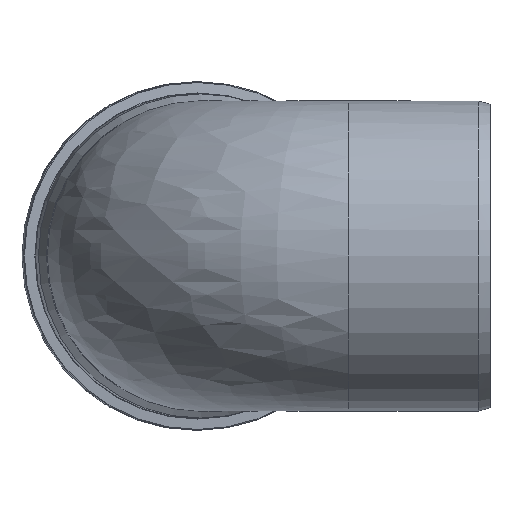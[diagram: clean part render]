
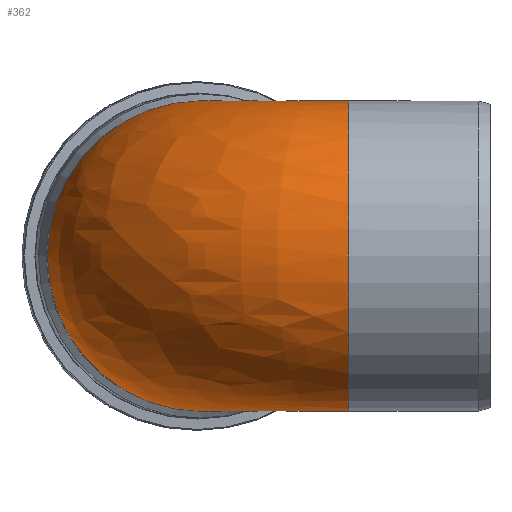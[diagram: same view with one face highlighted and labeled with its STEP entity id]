
A CAD part, left-side view. The second image highlights one B-rep face of the part: STEP entity #362.
In plain terms, the highlighted free-form (B-spline) face has degree [2, 2] with [9, 3] control points.
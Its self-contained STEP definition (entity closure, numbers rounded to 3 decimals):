
#77=CIRCLE('',#399,157.8);
#78=CIRCLE('',#400,157.8);
#110=(
BOUNDED_SURFACE()
B_SPLINE_SURFACE(2,2,((#666,#667,#668),(#669,#670,#671),(#672,#673,#674),
(#675,#676,#677),(#678,#679,#680),(#681,#682,#683),(#684,#685,#686),(#687,
#688,#689),(#690,#691,#692)),.UNSPECIFIED.,.F.,.F.,.F.)
B_SPLINE_SURFACE_WITH_KNOTS((3,2,2,2,3),(3,3),(-2.759,-1.38,
0.,1.38,2.759),(0.,1.527),
 .UNSPECIFIED.)
GEOMETRIC_REPRESENTATION_ITEM()
RATIONAL_B_SPLINE_SURFACE(((1.,0.722,1.),(0.771,
0.557,0.771),(1.,0.722,1.),(0.771,
0.557,0.771),(1.,0.722,1.),(0.771,
0.557,0.771),(1.,0.722,1.),(0.771,
0.557,0.771),(1.,0.722,1.)))
REPRESENTATION_ITEM('')
SURFACE()
);
#113=FACE_OUTER_BOUND('',#147,.T.);
#147=EDGE_LOOP('',(#290,#291,#292,#293));
#213=B_SPLINE_CURVE_WITH_KNOTS('',3,(#630,#631,#632,#633,#634,#635,#636,
#637,#638,#639,#640,#641,#642,#643,#644,#645),.UNSPECIFIED.,.F.,.F.,(4,
3,3,3,3,4),(-0.001,0.118,0.232,0.24,
0.325,0.421),.UNSPECIFIED.);
#214=B_SPLINE_CURVE_WITH_KNOTS('',3,(#649,#650,#651,#652,#653,#654,#655,
#656,#657,#658,#659,#660,#661,#662,#663,#664),.UNSPECIFIED.,.F.,.F.,(4,
3,3,3,3,4),(-0.001,0.094,0.18,
0.188,0.302,0.42),.UNSPECIFIED.);
#215=VERTEX_POINT('',#628);
#216=VERTEX_POINT('',#629);
#217=VERTEX_POINT('',#646);
#218=VERTEX_POINT('',#648);
#249=EDGE_CURVE('',#215,#216,#213,.T.);
#251=EDGE_CURVE('',#218,#217,#214,.T.);
#253=EDGE_CURVE('',#217,#215,#77,.T.);
#254=EDGE_CURVE('',#218,#216,#78,.T.);
#290=ORIENTED_EDGE('',*,*,#251,.T.);
#291=ORIENTED_EDGE('',*,*,#253,.T.);
#292=ORIENTED_EDGE('',*,*,#249,.T.);
#293=ORIENTED_EDGE('',*,*,#254,.F.);
#362=ADVANCED_FACE('',(#113),#110,.F.);
#399=AXIS2_PLACEMENT_3D('',#693,#469,#470);
#400=AXIS2_PLACEMENT_3D('',#694,#471,#472);
#469=DIRECTION('center_axis',(0.,1.,0.));
#470=DIRECTION('ref_axis',(1.,0.,0.));
#471=DIRECTION('center_axis',(0.999,0.044,0.));
#472=DIRECTION('ref_axis',(0.044,-0.999,0.));
#628=CARTESIAN_POINT('',(146.318,143.533,59.091));
#629=CARTESIAN_POINT('',(148.979,146.312,59.091));
#630=CARTESIAN_POINT('Ctrl Pts',(146.318,143.533,59.091));
#631=CARTESIAN_POINT('Ctrl Pts',(146.344,143.922,59.029));
#632=CARTESIAN_POINT('Ctrl Pts',(146.447,144.303,58.982));
#633=CARTESIAN_POINT('Ctrl Pts',(146.62,144.655,58.953));
#634=CARTESIAN_POINT('Ctrl Pts',(146.787,144.996,58.924));
#635=CARTESIAN_POINT('Ctrl Pts',(147.015,145.302,58.912));
#636=CARTESIAN_POINT('Ctrl Pts',(147.296,145.557,58.918));
#637=CARTESIAN_POINT('Ctrl Pts',(147.316,145.576,58.918));
#638=CARTESIAN_POINT('Ctrl Pts',(147.337,145.594,58.919));
#639=CARTESIAN_POINT('Ctrl Pts',(147.358,145.612,58.92));
#640=CARTESIAN_POINT('Ctrl Pts',(147.573,145.797,58.926));
#641=CARTESIAN_POINT('Ctrl Pts',(147.814,145.949,58.944));
#642=CARTESIAN_POINT('Ctrl Pts',(148.073,146.065,58.971));
#643=CARTESIAN_POINT('Ctrl Pts',(148.361,146.195,59.));
#644=CARTESIAN_POINT('Ctrl Pts',(148.667,146.278,59.041));
#645=CARTESIAN_POINT('Ctrl Pts',(148.979,146.312,59.091));
#646=CARTESIAN_POINT('',(146.318,143.533,-59.091));
#648=CARTESIAN_POINT('',(148.979,146.312,-59.091));
#649=CARTESIAN_POINT('Ctrl Pts',(148.979,146.312,-59.091));
#650=CARTESIAN_POINT('Ctrl Pts',(148.667,146.278,-59.041));
#651=CARTESIAN_POINT('Ctrl Pts',(148.361,146.195,-59.));
#652=CARTESIAN_POINT('Ctrl Pts',(148.073,146.065,-58.971));
#653=CARTESIAN_POINT('Ctrl Pts',(147.814,145.949,-58.944));
#654=CARTESIAN_POINT('Ctrl Pts',(147.573,145.797,-58.926));
#655=CARTESIAN_POINT('Ctrl Pts',(147.358,145.612,-58.92));
#656=CARTESIAN_POINT('Ctrl Pts',(147.337,145.594,-58.919));
#657=CARTESIAN_POINT('Ctrl Pts',(147.316,145.576,-58.918));
#658=CARTESIAN_POINT('Ctrl Pts',(147.296,145.557,-58.918));
#659=CARTESIAN_POINT('Ctrl Pts',(147.015,145.302,-58.912));
#660=CARTESIAN_POINT('Ctrl Pts',(146.787,144.996,-58.924));
#661=CARTESIAN_POINT('Ctrl Pts',(146.62,144.655,-58.953));
#662=CARTESIAN_POINT('Ctrl Pts',(146.447,144.303,-58.982));
#663=CARTESIAN_POINT('Ctrl Pts',(146.344,143.922,-59.029));
#664=CARTESIAN_POINT('Ctrl Pts',(146.318,143.533,-59.091));
#666=CARTESIAN_POINT('Ctrl Pts',(146.391,143.533,58.911));
#667=CARTESIAN_POINT('Ctrl Pts',(146.391,146.126,58.911));
#668=CARTESIAN_POINT('Ctrl Pts',(148.982,146.239,58.911));
#669=CARTESIAN_POINT('Ctrl Pts',(97.794,143.533,179.671));
#670=CARTESIAN_POINT('Ctrl Pts',(97.794,192.647,179.671));
#671=CARTESIAN_POINT('Ctrl Pts',(146.862,194.79,179.671));
#672=CARTESIAN_POINT('Ctrl Pts',(-30.003,143.533,154.922));
#673=CARTESIAN_POINT('Ctrl Pts',(-30.003,314.987,154.922));
#674=CARTESIAN_POINT('Ctrl Pts',(141.288,322.465,154.922));
#675=CARTESIAN_POINT('Ctrl Pts',(-157.8,143.533,130.172));
#676=CARTESIAN_POINT('Ctrl Pts',(-157.8,437.326,130.172));
#677=CARTESIAN_POINT('Ctrl Pts',(135.713,450.141,130.172));
#678=CARTESIAN_POINT('Ctrl Pts',(-157.8,143.533,0.));
#679=CARTESIAN_POINT('Ctrl Pts',(-157.8,437.326,0.));
#680=CARTESIAN_POINT('Ctrl Pts',(135.713,450.141,0.));
#681=CARTESIAN_POINT('Ctrl Pts',(-157.8,143.533,-130.172));
#682=CARTESIAN_POINT('Ctrl Pts',(-157.8,437.326,-130.172));
#683=CARTESIAN_POINT('Ctrl Pts',(135.713,450.141,-130.172));
#684=CARTESIAN_POINT('Ctrl Pts',(-30.003,143.533,-154.922));
#685=CARTESIAN_POINT('Ctrl Pts',(-30.003,314.987,-154.922));
#686=CARTESIAN_POINT('Ctrl Pts',(141.288,322.465,-154.922));
#687=CARTESIAN_POINT('Ctrl Pts',(97.794,143.533,-179.671));
#688=CARTESIAN_POINT('Ctrl Pts',(97.794,192.647,-179.671));
#689=CARTESIAN_POINT('Ctrl Pts',(146.862,194.79,-179.671));
#690=CARTESIAN_POINT('Ctrl Pts',(146.391,143.533,-58.911));
#691=CARTESIAN_POINT('Ctrl Pts',(146.391,146.126,-58.911));
#692=CARTESIAN_POINT('Ctrl Pts',(148.982,146.239,-58.911));
#693=CARTESIAN_POINT('Origin',(0.,143.533,0.));
#694=CARTESIAN_POINT('Origin',(142.596,292.491,0.));
